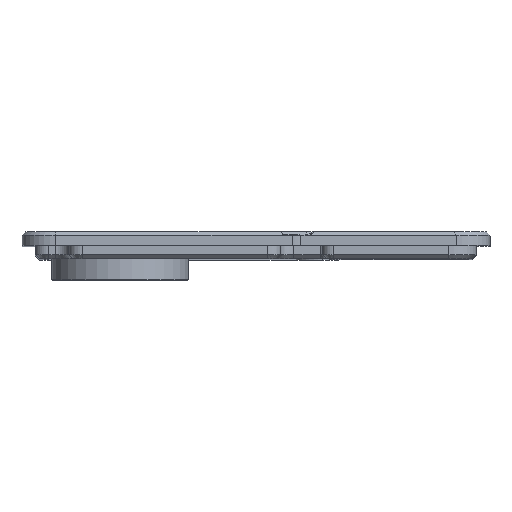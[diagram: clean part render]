
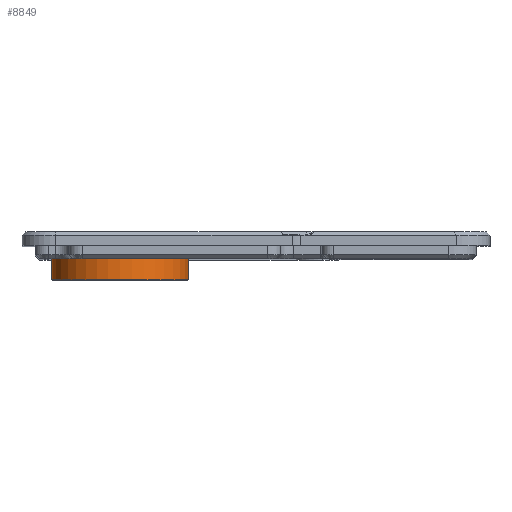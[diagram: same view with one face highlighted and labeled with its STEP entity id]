
A CAD part, top view. The second image highlights one B-rep face of the part: STEP entity #8849.
In plain terms, the highlighted cylindrical face has radius 10.25 mm (diameter 20.5 mm), a full revolution.
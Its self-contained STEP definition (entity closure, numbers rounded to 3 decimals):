
#90=CYLINDRICAL_SURFACE('',#9262,10.25);
#222=CIRCLE('',#9257,10.25);
#224=CIRCLE('',#9263,10.25);
#925=FACE_OUTER_BOUND('',#1456,.T.);
#1456=EDGE_LOOP('',(#7958,#7959,#7960,#7961));
#2212=LINE('',#17030,#2955);
#2955=VECTOR('',#10726,10.25);
#4260=VERTEX_POINT('',#17018);
#4262=VERTEX_POINT('',#17029);
#5523=EDGE_CURVE('',#4260,#4260,#222,.T.);
#5528=EDGE_CURVE('',#4260,#4262,#2212,.T.);
#5529=EDGE_CURVE('',#4262,#4262,#224,.T.);
#7958=ORIENTED_EDGE('',*,*,#5523,.F.);
#7959=ORIENTED_EDGE('',*,*,#5528,.T.);
#7960=ORIENTED_EDGE('',*,*,#5529,.F.);
#7961=ORIENTED_EDGE('',*,*,#5528,.F.);
#8849=ADVANCED_FACE('',(#925),#90,.T.);
#9257=AXIS2_PLACEMENT_3D('',#17019,#10711,#10712);
#9262=AXIS2_PLACEMENT_3D('',#17028,#10724,#10725);
#9263=AXIS2_PLACEMENT_3D('',#17031,#10727,#10728);
#10711=DIRECTION('center_axis',(0.,-1.,0.));
#10712=DIRECTION('ref_axis',(1.,0.,0.));
#10724=DIRECTION('center_axis',(0.,-1.,0.));
#10725=DIRECTION('ref_axis',(1.,0.,0.));
#10726=DIRECTION('',(0.,1.,0.));
#10727=DIRECTION('center_axis',(0.,1.,0.));
#10728=DIRECTION('ref_axis',(1.,0.,0.));
#17018=CARTESIAN_POINT('',(4.45,-5.,40.2));
#17019=CARTESIAN_POINT('Origin',(14.7,-5.,40.2));
#17028=CARTESIAN_POINT('Origin',(14.7,0.,40.2));
#17029=CARTESIAN_POINT('',(4.45,0.,40.2));
#17030=CARTESIAN_POINT('',(4.45,0.,40.2));
#17031=CARTESIAN_POINT('Origin',(14.7,0.,40.2));
